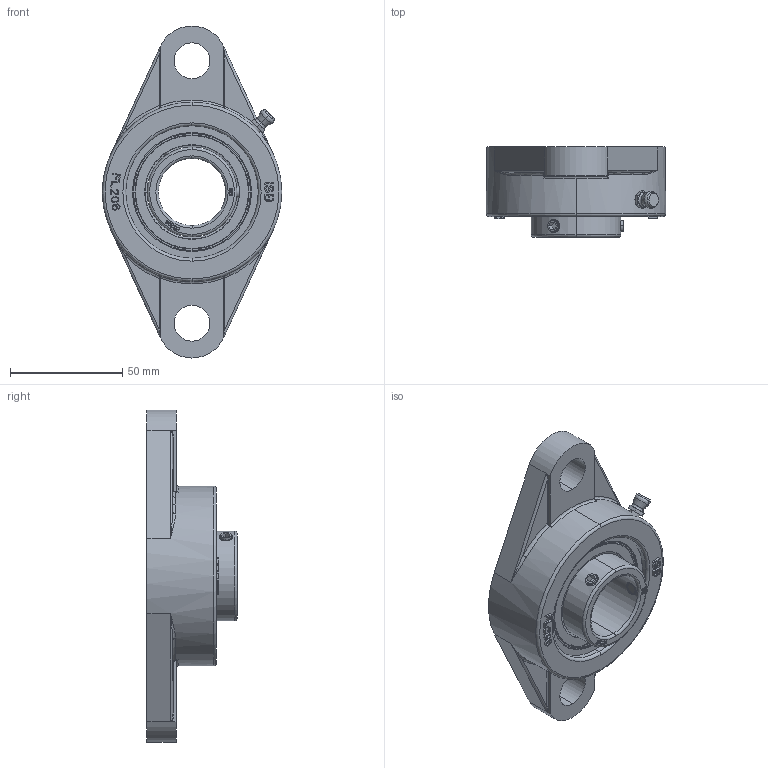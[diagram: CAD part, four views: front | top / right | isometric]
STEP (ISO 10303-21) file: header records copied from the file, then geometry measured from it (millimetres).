
FILE_DESCRIPTION((''),'2;1');
FILE_NAME('UCFL206_ASM','2016-04-21T',('giuseppe.caruso'),(''),'CREO PARAMETRIC BY PTC INC, 2014500','CREO PARAMETRIC BY PTC INC, 2014500','');
FILE_SCHEMA(('CONFIG_CONTROL_DESIGN'));
Length unit declared in the file: millimetre
Products named in the file (4): FL206; UC206; INGRASSATORE; UCFL206_ASM
Assembly tree (3 placements, depth 2):
  UCFL206_ASM
    FL206
    UC206
    INGRASSATORE
Bounding box: 80 x 40.2 x 148 mm (x, y, z)
Volume: 126439.3 mm3; surface area: 54504.3 mm2
Topology: 17 solids, 19 shells, 887 faces, 2377 edges, 1546 vertices
Faces by surface type: plane 677, cylinder 96, sphere 34, bspline 32, torus 24, cone 24
Entity records: 29090 total; most frequent: CARTESIAN_POINT 6936, ORIENTED_EDGE 4678, DIRECTION 4332, EDGE_CURVE 2345, VECTOR 1830, LINE 1830, VERTEX_POINT 1546, AXIS2_PLACEMENT_3D 1251
